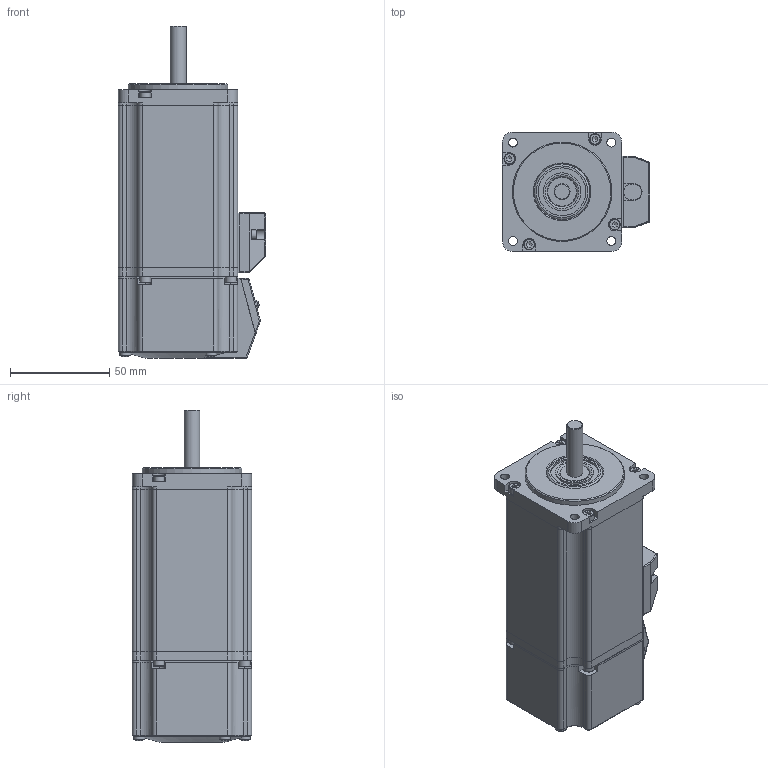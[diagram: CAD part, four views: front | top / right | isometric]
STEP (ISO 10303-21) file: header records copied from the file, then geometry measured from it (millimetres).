
FILE_DESCRIPTION(/* description */ (''),/* implementation_level */ '2;1');
FILE_NAME(/* name */ 'APBA60L048030-E2.stp',/* time_stamp */ '2020-05-13T10:28:56+02:00',/* author */ ('angelika.schneid'),/* organization */ (''),/* preprocessor_version */ 'ST-DEVELOPER v17.2',/* originating_system */ 'Autodesk Inventor 2019',/* authorisation */ '');
FILE_SCHEMA (('AUTOMOTIVE_DESIGN { 1 0 10303 214 3 1 1 }'));
Length unit declared in the file: millimetre
Products named in the file (1): APBA60L048030-E2_Shrinkwrap_1
Bounding box: 74 x 60 x 167 mm (x, y, z)
Volume: 176069.7 mm3; surface area: 107353.1 mm2
Topology: 28 solids, 65 shells, 1070 faces, 2881 edges, 1935 vertices
Faces by surface type: plane 591, cylinder 352, torus 57, cone 44, sphere 22, bspline 4
Full cylindrical faces by diameter (mm): 1.6 x2, 1.8 x2, 2.05 x6, 2.2 x2, 2.5 x27, 2.7 x5, 2.8 x4, 3 x30, 3.3 x3, 3.4 x16, 3.5 x2, 4 x3, 4.5 x6, 5 x1, 5.5 x8, 5.6 x4, 6 x1, 7 x2, 8 x1, 9.9 x1, 10 x2, 13 x1, 14.5 x1, 15 x2, 17 x1, 18 x1, 19 x1, 21 x1, 24 x1, 26 x2
Entity records: 36338 total; most frequent: CARTESIAN_POINT 7141, DIRECTION 6191, ORIENTED_EDGE 5607, EDGE_CURVE 2862, AXIS2_PLACEMENT_3D 2337, VERTEX_POINT 1935, LINE 1517, VECTOR 1517
